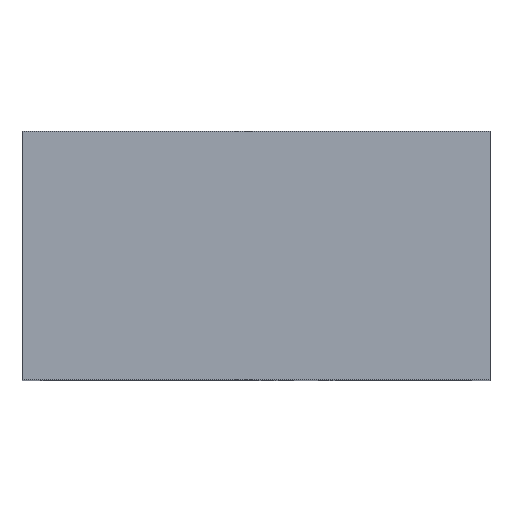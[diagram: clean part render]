
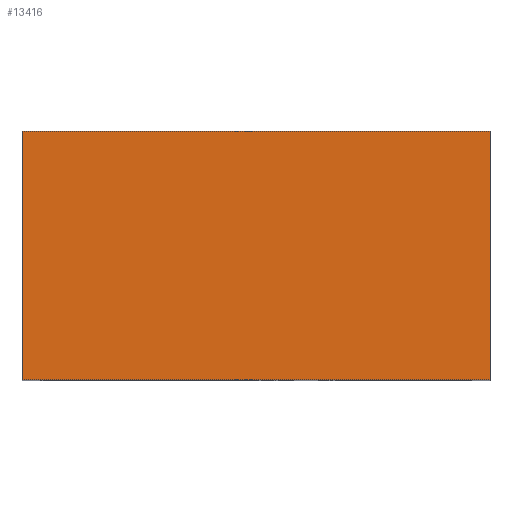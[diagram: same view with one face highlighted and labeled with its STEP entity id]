
A CAD part, top view. The second image highlights one B-rep face of the part: STEP entity #13416.
In plain terms, the highlighted planar face has unit normal (0, 0, 1).
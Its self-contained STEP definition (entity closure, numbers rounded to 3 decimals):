
#1624=ORIENTED_EDGE('',*,*,#3798,.T.);
#1625=ORIENTED_EDGE('',*,*,#4114,.F.);
#1626=ORIENTED_EDGE('',*,*,#3775,.F.);
#1627=ORIENTED_EDGE('',*,*,#4115,.T.);
#3775=EDGE_CURVE('',#5158,#5159,#5995,.T.);
#3798=EDGE_CURVE('',#5182,#5181,#6018,.T.);
#4114=EDGE_CURVE('',#5159,#5181,#6294,.T.);
#4115=EDGE_CURVE('',#5158,#5182,#6295,.T.);
#5158=VERTEX_POINT('',#18349);
#5159=VERTEX_POINT('',#18351);
#5181=VERTEX_POINT('',#18398);
#5182=VERTEX_POINT('',#18400);
#5995=LINE('',#18350,#6929);
#6018=LINE('',#18399,#6952);
#6294=LINE('',#19292,#7228);
#6295=LINE('',#19293,#7229);
#6929=VECTOR('',#14750,1000.);
#6952=VECTOR('',#14779,1000.);
#7228=VECTOR('',#15327,1000.);
#7229=VECTOR('',#15328,1000.);
#7783=EDGE_LOOP('',(#1624,#1625,#1626,#1627));
#8456=FACE_BOUND('',#7783,.T.);
#9032=PLANE('',#14045);
#13416=ADVANCED_FACE('',(#8456),#9032,.F.);
#14045=AXIS2_PLACEMENT_3D('',#19291,#15325,#15326);
#14750=DIRECTION('',(-1.,0.,0.));
#14779=DIRECTION('',(-1.,0.,0.));
#15325=DIRECTION('',(0.,0.,-1.));
#15326=DIRECTION('',(-1.,0.,0.));
#15327=DIRECTION('',(0.,1.,0.));
#15328=DIRECTION('',(0.,1.,0.));
#18349=CARTESIAN_POINT('',(16.,-8.5,14.));
#18350=CARTESIAN_POINT('',(16.,-8.5,14.));
#18351=CARTESIAN_POINT('',(-16.,-8.5,14.));
#18398=CARTESIAN_POINT('',(-16.,8.5,14.));
#18399=CARTESIAN_POINT('',(16.,8.5,14.));
#18400=CARTESIAN_POINT('',(16.,8.5,14.));
#19291=CARTESIAN_POINT('',(16.,-8.5,14.));
#19292=CARTESIAN_POINT('',(-16.,-8.5,14.));
#19293=CARTESIAN_POINT('',(16.,-8.5,14.));
